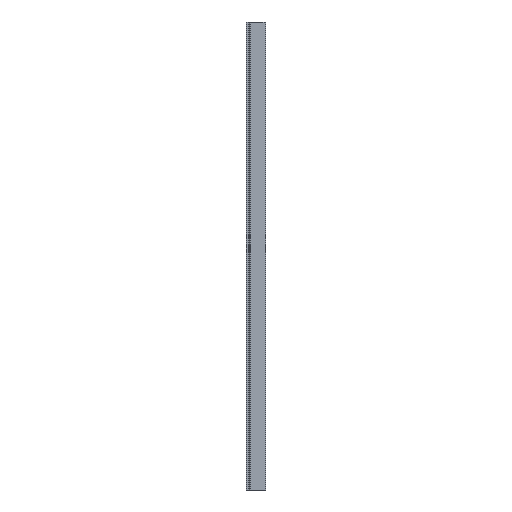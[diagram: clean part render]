
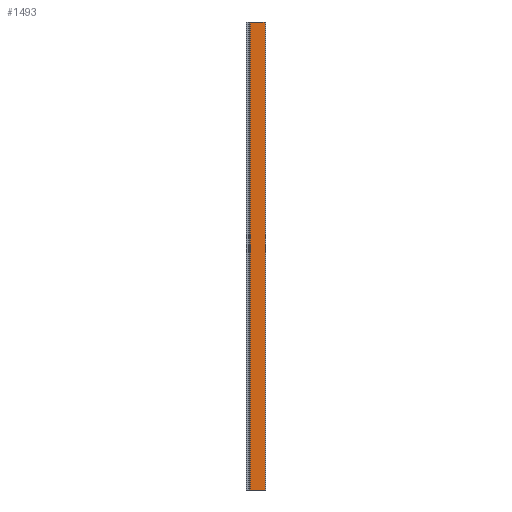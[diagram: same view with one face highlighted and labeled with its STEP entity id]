
A CAD part, left-side view. The second image highlights one B-rep face of the part: STEP entity #1493.
In plain terms, the highlighted planar face has unit normal (-1, 0, 0).
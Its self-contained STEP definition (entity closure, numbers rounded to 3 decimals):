
#1 = VERTEX_POINT ( 'NONE', #1451 ) ;
#42 = EDGE_LOOP ( 'NONE', ( #1903, #146, #2467, #1027 ) ) ;
#146 = ORIENTED_EDGE ( 'NONE', *, *, #579, .T. ) ;
#239 = PLANE ( 'NONE',  #1314 ) ;
#389 = DIRECTION ( 'NONE',  ( 0., -1., 0. ) ) ;
#423 = DIRECTION ( 'NONE',  ( 0., 0., 1. ) ) ;
#579 = EDGE_CURVE ( 'NONE', #1393, #1323, #2308, .T. ) ;
#761 = VERTEX_POINT ( 'NONE', #1921 ) ;
#817 = CARTESIAN_POINT ( 'NONE',  ( 0., 28.953, 488.189 ) ) ;
#913 = LINE ( 'NONE', #2411, #1529 ) ;
#948 = LINE ( 'NONE', #2742, #2580 ) ;
#978 = LINE ( 'NONE', #1998, #2035 ) ;
#984 = CARTESIAN_POINT ( 'NONE',  ( 0., 66.59, 488.189 ) ) ;
#1003 = CARTESIAN_POINT ( 'NONE',  ( 0., 66.59, 500. ) ) ;
#1027 = ORIENTED_EDGE ( 'NONE', *, *, #1919, .T. ) ;
#1202 = CARTESIAN_POINT ( 'NONE',  ( 0., 66.59, -1500. ) ) ;
#1228 = DIRECTION ( 'NONE',  ( -1., 0., 0. ) ) ;
#1314 = AXIS2_PLACEMENT_3D ( 'NONE', #817, #1228, #389 ) ;
#1323 = VERTEX_POINT ( 'NONE', #1202 ) ;
#1393 = VERTEX_POINT ( 'NONE', #1003 ) ;
#1451 = CARTESIAN_POINT ( 'NONE',  ( 0., 2.697, 500. ) ) ;
#1493 = ADVANCED_FACE ( 'NONE', ( #2736 ), #239, .T. ) ;
#1529 = VECTOR ( 'NONE', #2152, 1000. ) ;
#1642 = EDGE_CURVE ( 'NONE', #1, #1393, #913, .T. ) ;
#1779 = VECTOR ( 'NONE', #2198, 1000. ) ;
#1798 = DIRECTION ( 'NONE',  ( 0., -1., 0. ) ) ;
#1903 = ORIENTED_EDGE ( 'NONE', *, *, #1642, .T. ) ;
#1919 = EDGE_CURVE ( 'NONE', #761, #1, #948, .T. ) ;
#1921 = CARTESIAN_POINT ( 'NONE',  ( 0., 2.697, -1500. ) ) ;
#1998 = CARTESIAN_POINT ( 'NONE',  ( 0., 66.59, -1500. ) ) ;
#2035 = VECTOR ( 'NONE', #1798, 1000. ) ;
#2152 = DIRECTION ( 'NONE',  ( 0., 1., 0. ) ) ;
#2198 = DIRECTION ( 'NONE',  ( 0., 0., -1. ) ) ;
#2248 = EDGE_CURVE ( 'NONE', #1323, #761, #978, .T. ) ;
#2308 = LINE ( 'NONE', #984, #1779 ) ;
#2411 = CARTESIAN_POINT ( 'NONE',  ( 0., 28.953, 500. ) ) ;
#2467 = ORIENTED_EDGE ( 'NONE', *, *, #2248, .T. ) ;
#2580 = VECTOR ( 'NONE', #423, 1000. ) ;
#2736 = FACE_OUTER_BOUND ( 'NONE', #42, .T. ) ;
#2742 = CARTESIAN_POINT ( 'NONE',  ( 0., 2.697, 488.189 ) ) ;
